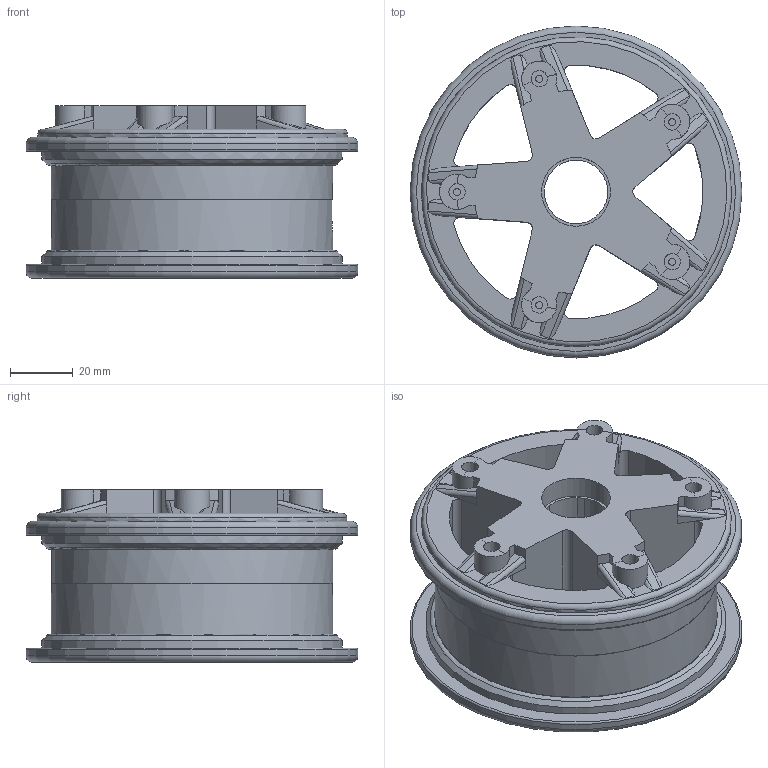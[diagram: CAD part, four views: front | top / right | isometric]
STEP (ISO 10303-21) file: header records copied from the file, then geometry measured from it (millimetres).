
FILE_DESCRIPTION(/* description */ (''),/* implementation_level */ '2;1');
FILE_NAME(/* name */ 'Faraday R2 wheel rim.stp',/* time_stamp */ '2015-10-24T17:57:35+02:00',/* author */ (''),/* organization */ (''),/* preprocessor_version */ 'ST-DEVELOPER v15.2',/* originating_system */ 'Autodesk Translator Framework v2.0.0.5431',/* authorisation */ '');
FILE_SCHEMA (('AUTOMOTIVE_DESIGN { 1 0 10303 214 3 1 1 }'));
Length unit declared in the file: centimetre
Products named in the file (1): Faraday R2 wheel rim
Bounding box: 106 x 106 x 55.11 mm (x, y, z)
Volume: 212728 mm3; surface area: 73126.2 mm2
Topology: 2 solids, 7 shells, 340 faces, 913 edges, 600 vertices
Faces by surface type: cylinder 165, plane 115, torus 58, cone 2
Full cylindrical faces by diameter (mm): 2.259 x5, 5.259 x5, 9.259 x5, 10.259 x5, 21.996 x3, 90 x2, 96 x2, 99 x1, 106 x2
Entity records: 11074 total; most frequent: CARTESIAN_POINT 2550, DIRECTION 1864, ORIENTED_EDGE 1692, EDGE_CURVE 846, AXIS2_PLACEMENT_3D 761, VERTEX_POINT 583, EDGE_LOOP 437, CIRCLE 380
